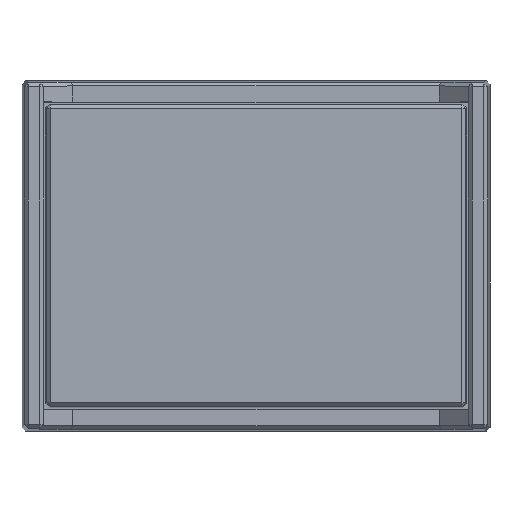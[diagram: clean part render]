
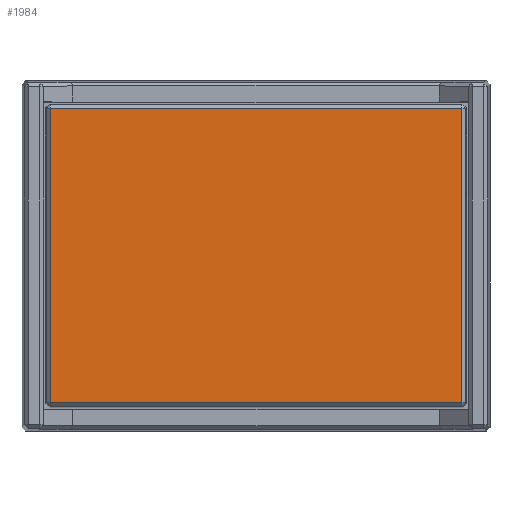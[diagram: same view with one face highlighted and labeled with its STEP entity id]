
A CAD part, top view. The second image highlights one B-rep face of the part: STEP entity #1984.
In plain terms, the highlighted planar face has unit normal (0, 0, 1).
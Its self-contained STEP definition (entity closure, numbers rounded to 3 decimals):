
#208 = VERTEX_POINT ( 'NONE', #4197 ) ;
#499 = VECTOR ( 'NONE', #6688, 1000. ) ;
#511 = VECTOR ( 'NONE', #3437, 1000. ) ;
#596 = CARTESIAN_POINT ( 'NONE',  ( -10.517, 7.517, 9.6 ) ) ;
#664 = CARTESIAN_POINT ( 'NONE',  ( 0.063, -7.517, 9.6 ) ) ;
#928 = DIRECTION ( 'NONE',  ( -1., 0., 0. ) ) ;
#1256 = EDGE_LOOP ( 'NONE', ( #5484, #4775, #5126, #1434 ) ) ;
#1270 = CARTESIAN_POINT ( 'NONE',  ( -10.517, -7.517, 9.6 ) ) ;
#1309 = CARTESIAN_POINT ( 'NONE',  ( 10.517, 0., 9.6 ) ) ;
#1428 = CARTESIAN_POINT ( 'NONE',  ( 10.517, -7.517, 9.6 ) ) ;
#1434 = ORIENTED_EDGE ( 'NONE', *, *, #5509, .F. ) ;
#1455 = PLANE ( 'NONE',  #3960 ) ;
#1554 = CARTESIAN_POINT ( 'NONE',  ( 0.063, 7.517, 9.6 ) ) ;
#1853 = EDGE_CURVE ( 'NONE', #6064, #6392, #5431, .T. ) ;
#1984 = ADVANCED_FACE ( 'NONE', ( #6223 ), #1455, .F. ) ;
#2436 = LINE ( 'NONE', #4561, #499 ) ;
#2785 = DIRECTION ( 'NONE',  ( -1., 0., 0. ) ) ;
#3304 = VECTOR ( 'NONE', #2785, 1000. ) ;
#3437 = DIRECTION ( 'NONE',  ( 0., -1., 0. ) ) ;
#3575 = CARTESIAN_POINT ( 'NONE',  ( 10.517, -7.517, 9.6 ) ) ;
#3679 = DIRECTION ( 'NONE',  ( 1., 0., 0. ) ) ;
#3960 = AXIS2_PLACEMENT_3D ( 'NONE', #3575, #5694, #928 ) ;
#4197 = CARTESIAN_POINT ( 'NONE',  ( 10.517, 7.517, 9.6 ) ) ;
#4561 = CARTESIAN_POINT ( 'NONE',  ( -10.517, 0., 9.6 ) ) ;
#4625 = VECTOR ( 'NONE', #3679, 1000. ) ;
#4775 = ORIENTED_EDGE ( 'NONE', *, *, #6412, .F. ) ;
#5126 = ORIENTED_EDGE ( 'NONE', *, *, #6534, .F. ) ;
#5431 = LINE ( 'NONE', #664, #3304 ) ;
#5484 = ORIENTED_EDGE ( 'NONE', *, *, #1853, .F. ) ;
#5509 = EDGE_CURVE ( 'NONE', #6392, #6631, #2436, .T. ) ;
#5694 = DIRECTION ( 'NONE',  ( 0., 0., -1. ) ) ;
#6064 = VERTEX_POINT ( 'NONE', #1428 ) ;
#6077 = LINE ( 'NONE', #1309, #511 ) ;
#6223 = FACE_OUTER_BOUND ( 'NONE', #1256, .T. ) ;
#6326 = LINE ( 'NONE', #1554, #4625 ) ;
#6392 = VERTEX_POINT ( 'NONE', #1270 ) ;
#6412 = EDGE_CURVE ( 'NONE', #208, #6064, #6077, .T. ) ;
#6534 = EDGE_CURVE ( 'NONE', #6631, #208, #6326, .T. ) ;
#6631 = VERTEX_POINT ( 'NONE', #596 ) ;
#6688 = DIRECTION ( 'NONE',  ( 0., 1., 0. ) ) ;
